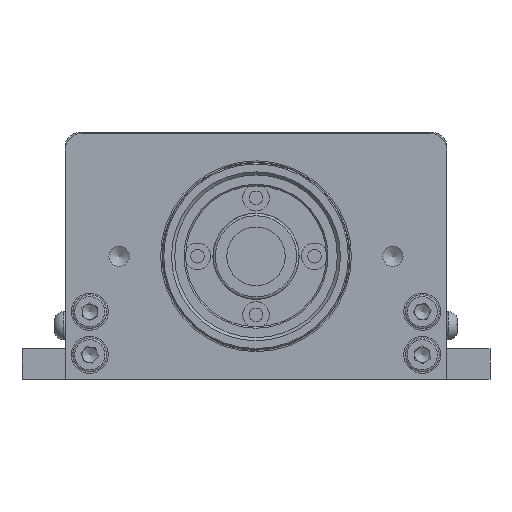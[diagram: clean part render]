
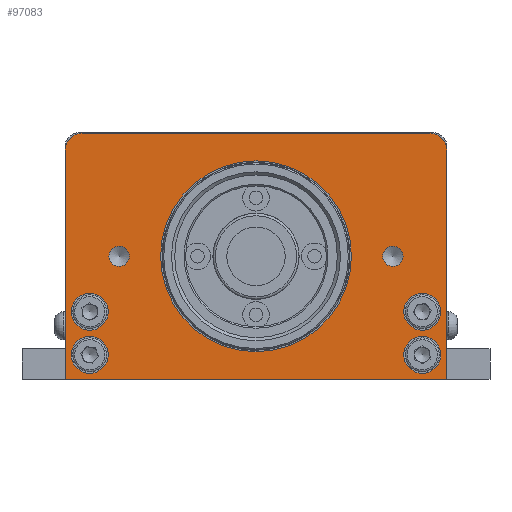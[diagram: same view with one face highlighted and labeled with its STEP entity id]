
A CAD part, front view. The second image highlights one B-rep face of the part: STEP entity #97083.
In plain terms, the highlighted planar face has unit normal (0, -1, 0).
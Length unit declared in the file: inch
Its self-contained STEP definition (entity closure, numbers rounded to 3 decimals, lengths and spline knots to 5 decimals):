
#150 = DIRECTION ( 'NONE',  ( 0., 1., 0. ) ) ;
#3476 = EDGE_CURVE ( 'NONE', #110845, #110845, #102576, .T. ) ;
#3510 = CARTESIAN_POINT ( 'NONE',  ( 1.22047, -0.61024, 1.46457 ) ) ;
#5237 = CARTESIAN_POINT ( 'NONE',  ( -1.11024, -0.61024, 1.46457 ) ) ;
#6324 = CARTESIAN_POINT ( 'NONE',  ( 1.11024, -0.61024, 1.5748 ) ) ;
#7811 = ORIENTED_EDGE ( 'NONE', *, *, #98897, .T. ) ;
#10101 = CARTESIAN_POINT ( 'NONE',  ( -0.875, -0.61024, 0.7223 ) ) ;
#10904 = VERTEX_POINT ( 'NONE', #6324 ) ;
#11122 = DIRECTION ( 'NONE',  ( -1., 0., 0. ) ) ;
#14299 = CARTESIAN_POINT ( 'NONE',  ( 0., -0.61024, 0.7874 ) ) ;
#14580 = AXIS2_PLACEMENT_3D ( 'NONE', #136793, #123980, #100048 ) ;
#16144 = DIRECTION ( 'NONE',  ( 0., 1., 0. ) ) ;
#16959 = CARTESIAN_POINT ( 'NONE',  ( 0.875, -0.61024, 0.7874 ) ) ;
#17038 = LINE ( 'NONE', #29987, #64976 ) ;
#20825 = FACE_BOUND ( 'NONE', #149487, .T. ) ;
#23962 = AXIS2_PLACEMENT_3D ( 'NONE', #82934, #135067, #70003 ) ;
#23997 = CARTESIAN_POINT ( 'NONE',  ( -1.06299, -0.61024, 0.31496 ) ) ;
#29751 = ORIENTED_EDGE ( 'NONE', *, *, #135004, .T. ) ;
#29987 = CARTESIAN_POINT ( 'NONE',  ( 1.22047, -0.61024, 1.46457 ) ) ;
#32687 = AXIS2_PLACEMENT_3D ( 'NONE', #5237, #45497, #149925 ) ;
#35026 = AXIS2_PLACEMENT_3D ( 'NONE', #97585, #71728, #46070 ) ;
#41653 = ORIENTED_EDGE ( 'NONE', *, *, #152420, .F. ) ;
#42124 = VERTEX_POINT ( 'NONE', #57506 ) ;
#42868 = EDGE_LOOP ( 'NONE', ( #41653, #74579, #98917, #120705, #90315, #100973 ) ) ;
#44571 = EDGE_CURVE ( 'NONE', #151702, #89069, #88467, .T. ) ;
#45497 = DIRECTION ( 'NONE',  ( 0., 1., 0. ) ) ;
#45701 = CARTESIAN_POINT ( 'NONE',  ( 0.875, -0.61024, 0.7223 ) ) ;
#46070 = DIRECTION ( 'NONE',  ( 0., 0., -1. ) ) ;
#47151 = CARTESIAN_POINT ( 'NONE',  ( 1.06299, -0.61024, 0.31496 ) ) ;
#48726 = EDGE_CURVE ( 'NONE', #10904, #140031, #59541, .T. ) ;
#49892 = CARTESIAN_POINT ( 'NONE',  ( -1.11024, -0.61024, 1.46457 ) ) ;
#50107 = ORIENTED_EDGE ( 'NONE', *, *, #57173, .T. ) ;
#50156 = CIRCLE ( 'NONE', #14580, 0.11811 ) ;
#52878 = EDGE_LOOP ( 'NONE', ( #141450 ) ) ;
#53983 = AXIS2_PLACEMENT_3D ( 'NONE', #49892, #150, #168832 ) ;
#54715 = EDGE_LOOP ( 'NONE', ( #29751 ) ) ;
#57173 = EDGE_CURVE ( 'NONE', #42124, #42124, #161825, .T. ) ;
#57438 = CIRCLE ( 'NONE', #169458, 0.11811 ) ;
#57506 = CARTESIAN_POINT ( 'NONE',  ( -1.06299, -0.61024, 0.03937 ) ) ;
#57568 = AXIS2_PLACEMENT_3D ( 'NONE', #14299, #89780, #116267 ) ;
#58526 = FACE_OUTER_BOUND ( 'NONE', #42868, .T. ) ;
#58972 = CARTESIAN_POINT ( 'NONE',  ( -1.22047, -0.61024, 1.46457 ) ) ;
#59379 = FACE_BOUND ( 'NONE', #121232, .T. ) ;
#59541 = CIRCLE ( 'NONE', #23962, 0.11024 ) ;
#62498 = CARTESIAN_POINT ( 'NONE',  ( 1.22047, -0.61024, 0. ) ) ;
#64909 = VERTEX_POINT ( 'NONE', #125222 ) ;
#64976 = VECTOR ( 'NONE', #69306, 39.37008 ) ;
#65968 = DIRECTION ( 'NONE',  ( 0., 1., 0. ) ) ;
#69306 = DIRECTION ( 'NONE',  ( 0., 0., -1. ) ) ;
#70003 = DIRECTION ( 'NONE',  ( -1., 0., 0. ) ) ;
#71728 = DIRECTION ( 'NONE',  ( 0., 1., 0. ) ) ;
#71799 = CARTESIAN_POINT ( 'NONE',  ( 0., -0.61024, 1.29019 ) ) ;
#72817 = LINE ( 'NONE', #62498, #156501 ) ;
#73042 = FACE_BOUND ( 'NONE', #160380, .T. ) ;
#74579 = ORIENTED_EDGE ( 'NONE', *, *, #168179, .F. ) ;
#75539 = CARTESIAN_POINT ( 'NONE',  ( -1.22047, -0.61024, 0. ) ) ;
#75812 = DIRECTION ( 'NONE',  ( 0., 1., 0. ) ) ;
#80258 = EDGE_CURVE ( 'NONE', #139648, #139648, #57438, .T. ) ;
#81272 = DIRECTION ( 'NONE',  ( 0., 0., -1. ) ) ;
#82934 = CARTESIAN_POINT ( 'NONE',  ( 1.11024, -0.61024, 1.46457 ) ) ;
#84785 = DIRECTION ( 'NONE',  ( 1., 0., 0. ) ) ;
#88080 = AXIS2_PLACEMENT_3D ( 'NONE', #138001, #125194, #141382 ) ;
#88467 = LINE ( 'NONE', #75539, #141810 ) ;
#89069 = VERTEX_POINT ( 'NONE', #58972 ) ;
#89780 = DIRECTION ( 'NONE',  ( 0., 1., 0. ) ) ;
#90315 = ORIENTED_EDGE ( 'NONE', *, *, #138621, .F. ) ;
#91517 = AXIS2_PLACEMENT_3D ( 'NONE', #16959, #16144, #81272 ) ;
#93322 = EDGE_CURVE ( 'NONE', #167767, #167767, #50156, .T. ) ;
#97083 = ADVANCED_FACE ( 'NONE', ( #124510, #59379, #20825, #99715, #73042, #163800, #151777, #58526 ), #152634, .F. ) ;
#97585 = CARTESIAN_POINT ( 'NONE',  ( 1.06299, -0.61024, 0.15748 ) ) ;
#98897 = EDGE_CURVE ( 'NONE', #105427, #105427, #103414, .T. ) ;
#98917 = ORIENTED_EDGE ( 'NONE', *, *, #48726, .F. ) ;
#99715 = FACE_BOUND ( 'NONE', #124730, .T. ) ;
#100048 = DIRECTION ( 'NONE',  ( 0., 0., -1. ) ) ;
#100973 = ORIENTED_EDGE ( 'NONE', *, *, #44571, .F. ) ;
#102472 = CARTESIAN_POINT ( 'NONE',  ( -0.875, -0.61024, 0.7874 ) ) ;
#102576 = CIRCLE ( 'NONE', #91517, 0.0651 ) ;
#103414 = CIRCLE ( 'NONE', #35026, 0.11811 ) ;
#103908 = CIRCLE ( 'NONE', #136677, 0.0651 ) ;
#105427 = VERTEX_POINT ( 'NONE', #169480 ) ;
#106543 = ORIENTED_EDGE ( 'NONE', *, *, #139206, .T. ) ;
#108600 = ORIENTED_EDGE ( 'NONE', *, *, #93322, .T. ) ;
#110845 = VERTEX_POINT ( 'NONE', #45701 ) ;
#114597 = VERTEX_POINT ( 'NONE', #71799 ) ;
#116267 = DIRECTION ( 'NONE',  ( 0., 0., 1. ) ) ;
#117450 = CIRCLE ( 'NONE', #32687, 0.11024 ) ;
#120705 = ORIENTED_EDGE ( 'NONE', *, *, #168233, .F. ) ;
#121232 = EDGE_LOOP ( 'NONE', ( #7811 ) ) ;
#123980 = DIRECTION ( 'NONE',  ( 0., 1., 0. ) ) ;
#124510 = FACE_BOUND ( 'NONE', #52878, .T. ) ;
#124730 = EDGE_LOOP ( 'NONE', ( #108600 ) ) ;
#125194 = DIRECTION ( 'NONE',  ( 0., 1., 0. ) ) ;
#125222 = CARTESIAN_POINT ( 'NONE',  ( 1.22047, -0.61024, 0. ) ) ;
#126614 = CARTESIAN_POINT ( 'NONE',  ( -1.11024, -0.61024, 1.5748 ) ) ;
#127716 = CARTESIAN_POINT ( 'NONE',  ( 1.06299, -0.61024, 0.43307 ) ) ;
#128892 = DIRECTION ( 'NONE',  ( 0., 0., -1. ) ) ;
#135004 = EDGE_CURVE ( 'NONE', #163409, #163409, #103908, .T. ) ;
#135030 = ORIENTED_EDGE ( 'NONE', *, *, #3476, .T. ) ;
#135067 = DIRECTION ( 'NONE',  ( 0., 1., 0. ) ) ;
#136031 = VECTOR ( 'NONE', #84785, 39.37008 ) ;
#136677 = AXIS2_PLACEMENT_3D ( 'NONE', #102472, #75812, #128892 ) ;
#136793 = CARTESIAN_POINT ( 'NONE',  ( -1.06299, -0.61024, 0.43307 ) ) ;
#138001 = CARTESIAN_POINT ( 'NONE',  ( -1.06299, -0.61024, 0.15748 ) ) ;
#138621 = EDGE_CURVE ( 'NONE', #89069, #163024, #117450, .T. ) ;
#139206 = EDGE_CURVE ( 'NONE', #114597, #114597, #166909, .T. ) ;
#139648 = VERTEX_POINT ( 'NONE', #47151 ) ;
#140031 = VERTEX_POINT ( 'NONE', #3510 ) ;
#140640 = DIRECTION ( 'NONE',  ( 0., 0., 1. ) ) ;
#141382 = DIRECTION ( 'NONE',  ( 0., 0., -1. ) ) ;
#141450 = ORIENTED_EDGE ( 'NONE', *, *, #80258, .T. ) ;
#141810 = VECTOR ( 'NONE', #140640, 39.37008 ) ;
#143533 = CARTESIAN_POINT ( 'NONE',  ( -1.11024, -0.61024, 1.5748 ) ) ;
#149487 = EDGE_LOOP ( 'NONE', ( #50107 ) ) ;
#149750 = EDGE_LOOP ( 'NONE', ( #106543 ) ) ;
#149925 = DIRECTION ( 'NONE',  ( 1., 0., 0. ) ) ;
#151702 = VERTEX_POINT ( 'NONE', #154075 ) ;
#151777 = FACE_BOUND ( 'NONE', #149750, .T. ) ;
#152420 = EDGE_CURVE ( 'NONE', #64909, #151702, #72817, .T. ) ;
#152634 = PLANE ( 'NONE',  #53983 ) ;
#154075 = CARTESIAN_POINT ( 'NONE',  ( -1.22047, -0.61024, 0. ) ) ;
#156501 = VECTOR ( 'NONE', #11122, 39.37008 ) ;
#156746 = DIRECTION ( 'NONE',  ( 0., 0., -1. ) ) ;
#160380 = EDGE_LOOP ( 'NONE', ( #135030 ) ) ;
#161825 = CIRCLE ( 'NONE', #88080, 0.11811 ) ;
#163024 = VERTEX_POINT ( 'NONE', #143533 ) ;
#163409 = VERTEX_POINT ( 'NONE', #10101 ) ;
#163800 = FACE_BOUND ( 'NONE', #54715, .T. ) ;
#164227 = LINE ( 'NONE', #126614, #136031 ) ;
#166909 = CIRCLE ( 'NONE', #57568, 0.50279 ) ;
#167767 = VERTEX_POINT ( 'NONE', #23997 ) ;
#168179 = EDGE_CURVE ( 'NONE', #140031, #64909, #17038, .T. ) ;
#168233 = EDGE_CURVE ( 'NONE', #163024, #10904, #164227, .T. ) ;
#168832 = DIRECTION ( 'NONE',  ( 1., 0., 0. ) ) ;
#169458 = AXIS2_PLACEMENT_3D ( 'NONE', #127716, #65968, #156746 ) ;
#169480 = CARTESIAN_POINT ( 'NONE',  ( 1.06299, -0.61024, 0.03937 ) ) ;
